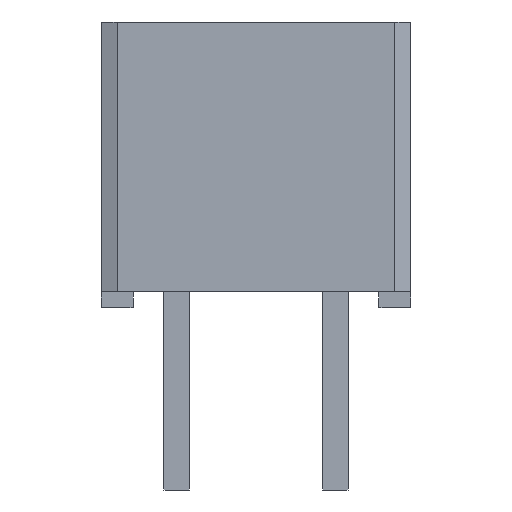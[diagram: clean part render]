
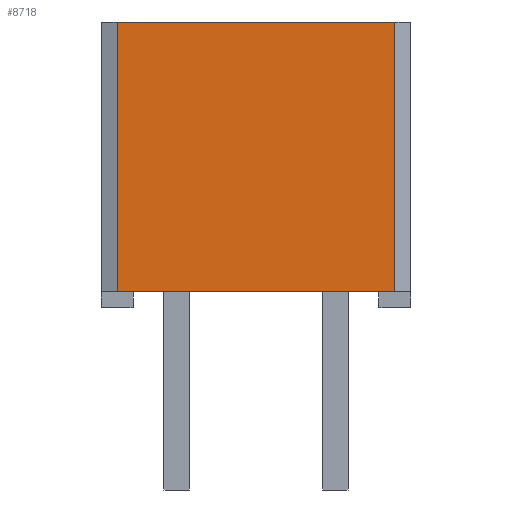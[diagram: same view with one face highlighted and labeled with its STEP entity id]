
A CAD part, left-side view. The second image highlights one B-rep face of the part: STEP entity #8718.
In plain terms, the highlighted planar face has unit normal (-1, 0, 0).
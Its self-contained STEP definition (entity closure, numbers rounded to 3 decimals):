
#506=FACE_OUTER_BOUND('',#1038,.T.);
#1038=EDGE_LOOP('',(#7438,#7439,#7440,#7441));
#1651=LINE('',#12614,#2835);
#1852=LINE('',#13036,#3036);
#2131=LINE('',#13600,#3315);
#2159=LINE('',#13645,#3343);
#2835=VECTOR('',#10318,4.318);
#3036=VECTOR('',#10641,4.318);
#3315=VECTOR('',#11126,4.445);
#3343=VECTOR('',#11156,4.445);
#3854=VERTEX_POINT('',#12611);
#3855=VERTEX_POINT('',#12613);
#4014=VERTEX_POINT('',#13034);
#4015=VERTEX_POINT('',#13035);
#4795=EDGE_CURVE('',#3855,#3854,#1651,.T.);
#4996=EDGE_CURVE('',#4014,#4015,#1852,.T.);
#5275=EDGE_CURVE('',#3854,#4014,#2131,.T.);
#5303=EDGE_CURVE('',#3855,#4015,#2159,.T.);
#7438=ORIENTED_EDGE('',*,*,#4795,.T.);
#7439=ORIENTED_EDGE('',*,*,#5275,.T.);
#7440=ORIENTED_EDGE('',*,*,#4996,.T.);
#7441=ORIENTED_EDGE('',*,*,#5303,.F.);
#8226=PLANE('',#9233);
#8718=ADVANCED_FACE('',(#506),#8226,.F.);
#9233=AXIS2_PLACEMENT_3D('',#13684,#11195,#11196);
#10318=DIRECTION('',(0.,0.,-1.));
#10641=DIRECTION('',(0.,0.,1.));
#11126=DIRECTION('',(0.,-1.,0.));
#11156=DIRECTION('',(0.,-1.,0.));
#11195=DIRECTION('center_axis',(1.,0.,0.));
#11196=DIRECTION('ref_axis',(0.,1.,0.));
#12611=CARTESIAN_POINT('',(-12.7,2.223,0.254));
#12613=CARTESIAN_POINT('',(-12.7,2.223,4.572));
#12614=CARTESIAN_POINT('',(-12.7,2.223,4.572));
#13034=CARTESIAN_POINT('',(-12.7,-2.223,0.254));
#13035=CARTESIAN_POINT('',(-12.7,-2.223,4.572));
#13036=CARTESIAN_POINT('',(-12.7,-2.223,4.572));
#13600=CARTESIAN_POINT('',(-12.7,1.969,0.254));
#13645=CARTESIAN_POINT('',(-12.7,2.477,4.572));
#13684=CARTESIAN_POINT('Origin',(-12.7,2.477,4.572));
